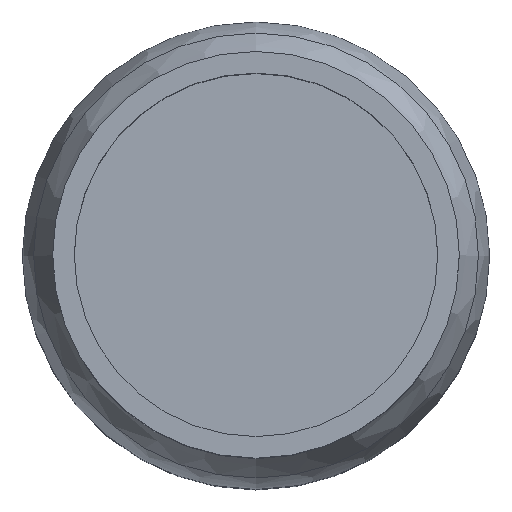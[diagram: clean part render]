
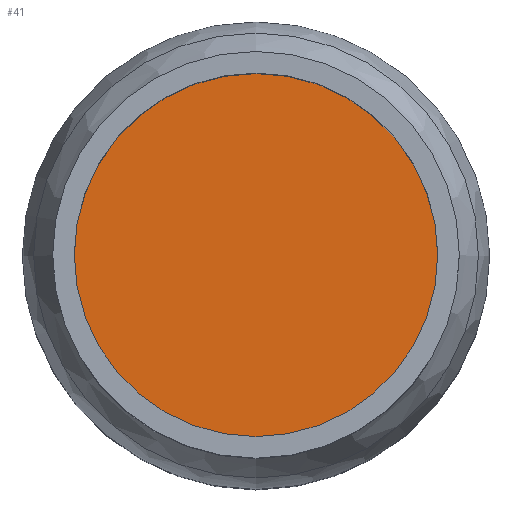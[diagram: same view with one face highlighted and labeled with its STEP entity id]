
A CAD part, top view. The second image highlights one B-rep face of the part: STEP entity #41.
In plain terms, the highlighted planar face has unit normal (0, 0, 1).
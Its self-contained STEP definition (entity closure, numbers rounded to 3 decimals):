
#41 = ADVANCED_FACE( '', ( #88 ), #89, .F. );
#88 = FACE_OUTER_BOUND( '', #179, .T. );
#89 = PLANE( '', #180 );
#179 = EDGE_LOOP( '', ( #265 ) );
#180 = AXIS2_PLACEMENT_3D( '', #266, #267, #268 );
#265 = ORIENTED_EDGE( '', *, *, #332, .F. );
#266 = CARTESIAN_POINT( '', ( 0., 0., 93.139 ) );
#267 = DIRECTION( '', ( 0., 0., -1. ) );
#268 = DIRECTION( '', ( -1., 0., 0. ) );
#332 = EDGE_CURVE( '', #361, #361, #362, .T. );
#361 = VERTEX_POINT( '', #398 );
#362 = CIRCLE( '', #399, 21. );
#398 = CARTESIAN_POINT( '', ( 21., 0., 93.139 ) );
#399 = AXIS2_PLACEMENT_3D( '', #436, #437, #438 );
#436 = CARTESIAN_POINT( '', ( 0., 0., 93.139 ) );
#437 = DIRECTION( '', ( 0., 0., -1. ) );
#438 = DIRECTION( '', ( 1., 0., 0. ) );
